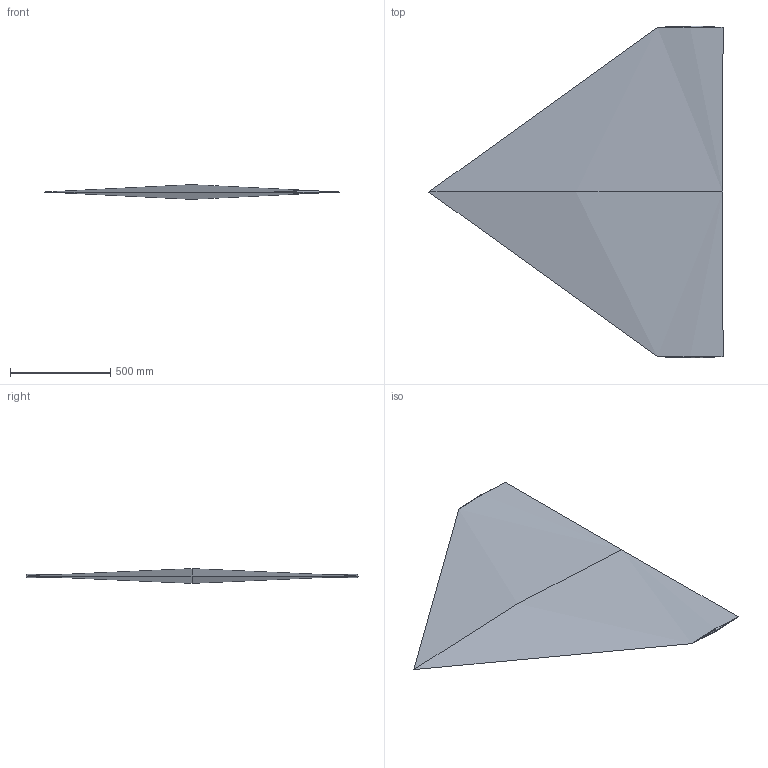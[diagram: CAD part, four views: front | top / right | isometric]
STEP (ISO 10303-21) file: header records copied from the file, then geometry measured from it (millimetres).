
FILE_DESCRIPTION((''),'1');
FILE_NAME('outfile.stp','2024-08-27T10:01:16',(''),(''),'','','');
FILE_SCHEMA(('CONFIG_CONTROL_DESIGN'));
Length unit declared in the file: foot
Bounding box: 1464.41 x 1653.18 x 73.15 mm (x, y, z)
Volume: 37122776.4 mm3; surface area: 2940676.7 mm2
Topology: 1 solids, 1 shells, 8 faces, 20 edges, 6 vertices
Faces by surface type: plane 4, bspline 4
Entity records: 1580 total; most frequent: CARTESIAN_POINT 1402, VERTEX_POINT 24, ORIENTED_EDGE 24, DIRECTION 12, B_SPLINE_CURVE_WITH_KNOTS 12, EDGE_CURVE 12, EDGE_LOOP 8, FACE_OUTER_BOUND 8
